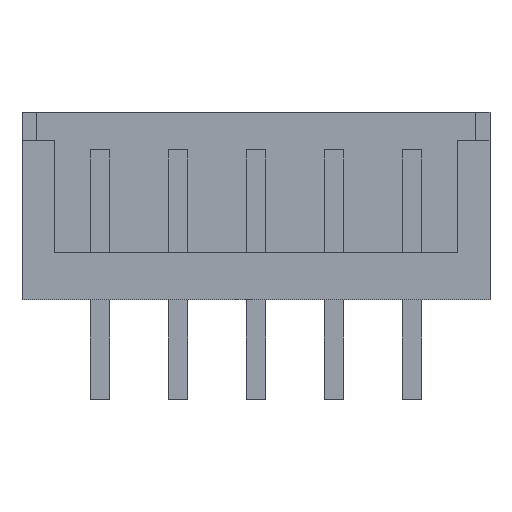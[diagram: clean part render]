
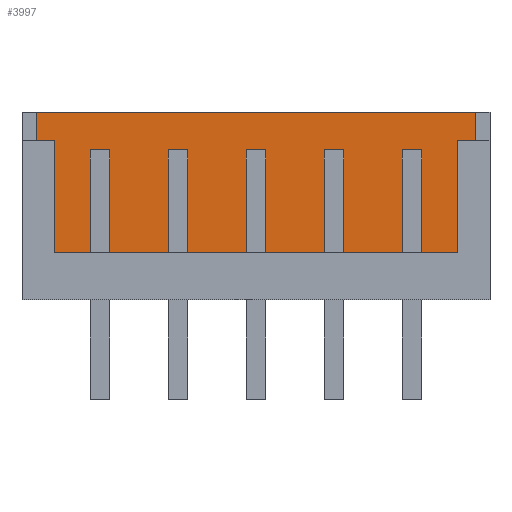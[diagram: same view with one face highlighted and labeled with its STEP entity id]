
A CAD part, front view. The second image highlights one B-rep face of the part: STEP entity #3997.
In plain terms, the highlighted planar face has unit normal (0, -1, 0).
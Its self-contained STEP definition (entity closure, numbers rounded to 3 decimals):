
#1556 = PLANE('',#1557);
#1557 = AXIS2_PLACEMENT_3D('',#1558,#1559,#1560);
#1558 = CARTESIAN_POINT('',(12.5,-0.2,6.));
#1559 = DIRECTION('',(0.,0.,-1.));
#1560 = DIRECTION('',(0.,1.,0.));
#1666 = PLANE('',#1667);
#1667 = AXIS2_PLACEMENT_3D('',#1668,#1669,#1670);
#1668 = CARTESIAN_POINT('',(12.05,1.098,1.5));
#1669 = DIRECTION('',(0.,0.,-1.));
#1670 = DIRECTION('',(0.,1.,0.));
#2386 = VERTEX_POINT('',#2387);
#2387 = CARTESIAN_POINT('',(12.05,1.098,6.));
#2403 = PLANE('',#2404);
#2404 = AXIS2_PLACEMENT_3D('',#2405,#2406,#2407);
#2405 = CARTESIAN_POINT('',(12.05,1.098,1.5));
#2406 = DIRECTION('',(-1.,0.,0.));
#2407 = DIRECTION('',(0.,-1.,0.));
#2463 = VERTEX_POINT('',#2464);
#2464 = CARTESIAN_POINT('',(-2.05,1.098,6.));
#2478 = PLANE('',#2479);
#2479 = AXIS2_PLACEMENT_3D('',#2480,#2481,#2482);
#2480 = CARTESIAN_POINT('',(-2.05,1.098,1.5));
#2481 = DIRECTION('',(1.,0.,0.));
#2482 = DIRECTION('',(0.,1.,0.));
#2490 = EDGE_CURVE('',#2463,#2386,#2491,.T.);
#2491 = SURFACE_CURVE('',#2492,(#2496,#2503),.PCURVE_S1.);
#2492 = LINE('',#2493,#2494);
#2493 = CARTESIAN_POINT('',(-2.05,1.098,6.));
#2494 = VECTOR('',#2495,1.);
#2495 = DIRECTION('',(1.,0.,0.));
#2496 = PCURVE('',#1556,#2497);
#2497 = DEFINITIONAL_REPRESENTATION('',(#2498),#2502);
#2498 = LINE('',#2499,#2500);
#2499 = CARTESIAN_POINT('',(1.298,-14.55));
#2500 = VECTOR('',#2501,1.);
#2501 = DIRECTION('',(0.,1.));
#2502 = ( GEOMETRIC_REPRESENTATION_CONTEXT(2) 
PARAMETRIC_REPRESENTATION_CONTEXT() REPRESENTATION_CONTEXT('2D SPACE',''
  ) );
#2503 = PCURVE('',#2504,#2509);
#2504 = PLANE('',#2505);
#2505 = AXIS2_PLACEMENT_3D('',#2506,#2507,#2508);
#2506 = CARTESIAN_POINT('',(-2.05,1.098,1.5));
#2507 = DIRECTION('',(0.,-1.,0.));
#2508 = DIRECTION('',(1.,0.,0.));
#2509 = DEFINITIONAL_REPRESENTATION('',(#2510),#2514);
#2510 = LINE('',#2511,#2512);
#2511 = CARTESIAN_POINT('',(0.,4.5));
#2512 = VECTOR('',#2513,1.);
#2513 = DIRECTION('',(1.,0.));
#2514 = ( GEOMETRIC_REPRESENTATION_CONTEXT(2) 
PARAMETRIC_REPRESENTATION_CONTEXT() REPRESENTATION_CONTEXT('2D SPACE',''
  ) );
#3360 = VERTEX_POINT('',#3361);
#3361 = CARTESIAN_POINT('',(12.05,1.098,1.5));
#3382 = EDGE_CURVE('',#3383,#3360,#3385,.T.);
#3383 = VERTEX_POINT('',#3384);
#3384 = CARTESIAN_POINT('',(-2.05,1.098,1.5));
#3385 = SURFACE_CURVE('',#3386,(#3390,#3397),.PCURVE_S1.);
#3386 = LINE('',#3387,#3388);
#3387 = CARTESIAN_POINT('',(-2.05,1.098,1.5));
#3388 = VECTOR('',#3389,1.);
#3389 = DIRECTION('',(1.,0.,0.));
#3390 = PCURVE('',#1666,#3391);
#3391 = DEFINITIONAL_REPRESENTATION('',(#3392),#3396);
#3392 = LINE('',#3393,#3394);
#3393 = CARTESIAN_POINT('',(0.,-14.1));
#3394 = VECTOR('',#3395,1.);
#3395 = DIRECTION('',(0.,1.));
#3396 = ( GEOMETRIC_REPRESENTATION_CONTEXT(2) 
PARAMETRIC_REPRESENTATION_CONTEXT() REPRESENTATION_CONTEXT('2D SPACE',''
  ) );
#3397 = PCURVE('',#2504,#3398);
#3398 = DEFINITIONAL_REPRESENTATION('',(#3399),#3403);
#3399 = LINE('',#3400,#3401);
#3400 = CARTESIAN_POINT('',(0.,0.));
#3401 = VECTOR('',#3402,1.);
#3402 = DIRECTION('',(1.,0.));
#3403 = ( GEOMETRIC_REPRESENTATION_CONTEXT(2) 
PARAMETRIC_REPRESENTATION_CONTEXT() REPRESENTATION_CONTEXT('2D SPACE',''
  ) );
#3976 = EDGE_CURVE('',#3360,#2386,#3977,.T.);
#3977 = SURFACE_CURVE('',#3978,(#3982,#3989),.PCURVE_S1.);
#3978 = LINE('',#3979,#3980);
#3979 = CARTESIAN_POINT('',(12.05,1.098,1.5));
#3980 = VECTOR('',#3981,1.);
#3981 = DIRECTION('',(0.,0.,1.));
#3982 = PCURVE('',#2403,#3983);
#3983 = DEFINITIONAL_REPRESENTATION('',(#3984),#3988);
#3984 = LINE('',#3985,#3986);
#3985 = CARTESIAN_POINT('',(0.,0.));
#3986 = VECTOR('',#3987,1.);
#3987 = DIRECTION('',(0.,1.));
#3988 = ( GEOMETRIC_REPRESENTATION_CONTEXT(2) 
PARAMETRIC_REPRESENTATION_CONTEXT() REPRESENTATION_CONTEXT('2D SPACE',''
  ) );
#3989 = PCURVE('',#2504,#3990);
#3990 = DEFINITIONAL_REPRESENTATION('',(#3991),#3995);
#3991 = LINE('',#3992,#3993);
#3992 = CARTESIAN_POINT('',(14.1,0.));
#3993 = VECTOR('',#3994,1.);
#3994 = DIRECTION('',(0.,1.));
#3995 = ( GEOMETRIC_REPRESENTATION_CONTEXT(2) 
PARAMETRIC_REPRESENTATION_CONTEXT() REPRESENTATION_CONTEXT('2D SPACE',''
  ) );
#3997 = ADVANCED_FACE('',(#3998),#2504,.T.);
#3998 = FACE_BOUND('',#3999,.T.);
#3999 = EDGE_LOOP('',(#4000,#4001,#4022,#4023));
#4000 = ORIENTED_EDGE('',*,*,#2490,.F.);
#4001 = ORIENTED_EDGE('',*,*,#4002,.F.);
#4002 = EDGE_CURVE('',#3383,#2463,#4003,.T.);
#4003 = SURFACE_CURVE('',#4004,(#4008,#4015),.PCURVE_S1.);
#4004 = LINE('',#4005,#4006);
#4005 = CARTESIAN_POINT('',(-2.05,1.098,1.5));
#4006 = VECTOR('',#4007,1.);
#4007 = DIRECTION('',(0.,0.,1.));
#4008 = PCURVE('',#2504,#4009);
#4009 = DEFINITIONAL_REPRESENTATION('',(#4010),#4014);
#4010 = LINE('',#4011,#4012);
#4011 = CARTESIAN_POINT('',(0.,0.));
#4012 = VECTOR('',#4013,1.);
#4013 = DIRECTION('',(0.,1.));
#4014 = ( GEOMETRIC_REPRESENTATION_CONTEXT(2) 
PARAMETRIC_REPRESENTATION_CONTEXT() REPRESENTATION_CONTEXT('2D SPACE',''
  ) );
#4015 = PCURVE('',#2478,#4016);
#4016 = DEFINITIONAL_REPRESENTATION('',(#4017),#4021);
#4017 = LINE('',#4018,#4019);
#4018 = CARTESIAN_POINT('',(0.,0.));
#4019 = VECTOR('',#4020,1.);
#4020 = DIRECTION('',(0.,1.));
#4021 = ( GEOMETRIC_REPRESENTATION_CONTEXT(2) 
PARAMETRIC_REPRESENTATION_CONTEXT() REPRESENTATION_CONTEXT('2D SPACE',''
  ) );
#4022 = ORIENTED_EDGE('',*,*,#3382,.T.);
#4023 = ORIENTED_EDGE('',*,*,#3976,.T.);
